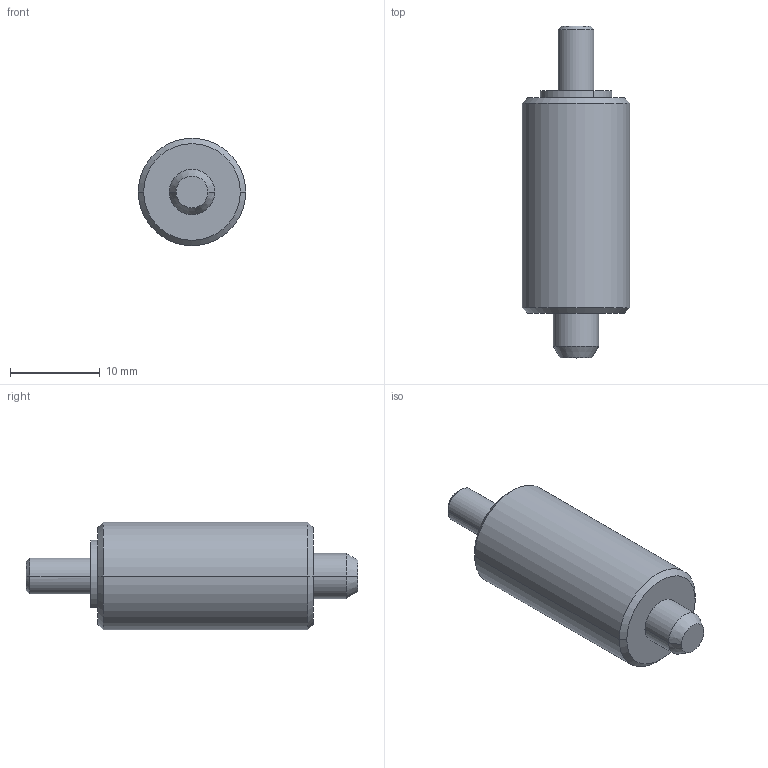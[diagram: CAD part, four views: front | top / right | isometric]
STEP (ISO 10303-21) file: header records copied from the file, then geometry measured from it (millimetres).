
FILE_DESCRIPTION( ( '' ), '1' );
FILE_NAME( 'K0347.3105_(N_ENTSPANNT).stp', '2012-10-31T12:14:21', ( '' ), ( '' ), ' ', ' ', ' ' );
FILE_SCHEMA( ( 'CONFIG_CONTROL_DESIGN' ) );
Length unit declared in the file: millimetre
Products named in the file (1): 1
Bounding box: 11.98 x 37.01 x 11.98 mm (x, y, z)
Volume: 2853.1 mm3; surface area: 1567.1 mm2
Topology: 1 solids, 1 shells, 28 faces, 61 edges, 38 vertices
Faces by surface type: cylinder 11, plane 9, cone 8
Entity records: 819 total; most frequent: DIRECTION 153, CARTESIAN_POINT 128, ORIENTED_EDGE 122, AXIS2_PLACEMENT_3D 63, EDGE_CURVE 61, VERTEX_POINT 38, CIRCLE 34, EDGE_LOOP 31
